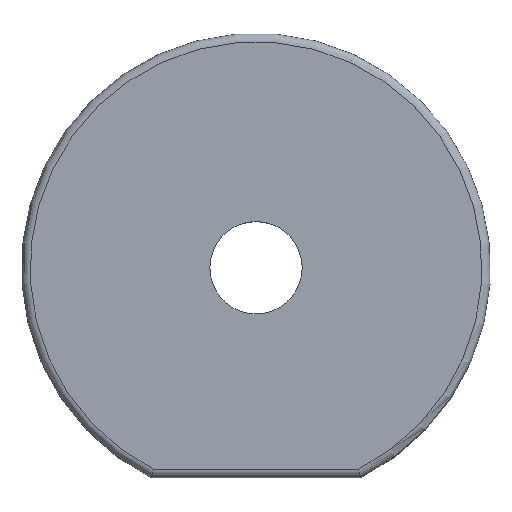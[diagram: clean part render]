
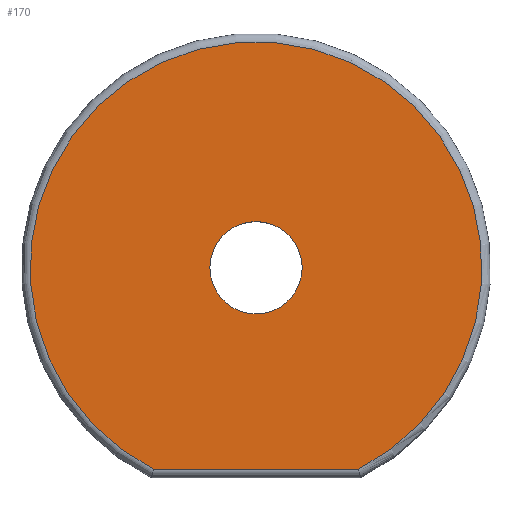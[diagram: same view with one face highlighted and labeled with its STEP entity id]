
A CAD part, top view. The second image highlights one B-rep face of the part: STEP entity #170.
In plain terms, the highlighted planar face has unit normal (0, 0, 1).
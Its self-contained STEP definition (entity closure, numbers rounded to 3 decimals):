
#25=FACE_BOUND('',#67,.T.);
#31=LINE('',#320,#39);
#39=VECTOR('',#244,10.);
#44=PLANE('',#204);
#54=FACE_OUTER_BOUND('',#66,.T.);
#66=EDGE_LOOP('',(#151,#152));
#67=EDGE_LOOP('',(#153));
#77=CIRCLE('',#202,9.175);
#78=CIRCLE('',#205,1.875);
#89=VERTEX_POINT('',#318);
#90=VERTEX_POINT('',#319);
#91=VERTEX_POINT('',#354);
#107=EDGE_CURVE('',#89,#90,#31,.T.);
#111=EDGE_CURVE('',#90,#89,#77,.T.);
#112=EDGE_CURVE('',#91,#91,#78,.T.);
#151=ORIENTED_EDGE('',*,*,#107,.F.);
#152=ORIENTED_EDGE('',*,*,#111,.F.);
#153=ORIENTED_EDGE('',*,*,#112,.T.);
#170=ADVANCED_FACE('',(#54,#25),#44,.T.);
#202=AXIS2_PLACEMENT_3D('',#351,#248,#249);
#204=AXIS2_PLACEMENT_3D('',#353,#252,#253);
#205=AXIS2_PLACEMENT_3D('',#355,#254,#255);
#244=DIRECTION('',(-1.,0.,0.));
#248=DIRECTION('center_axis',(0.,0.,-1.));
#249=DIRECTION('ref_axis',(0.,1.,0.));
#252=DIRECTION('center_axis',(0.,0.,1.));
#253=DIRECTION('ref_axis',(1.,0.,0.));
#254=DIRECTION('center_axis',(0.,0.,-1.));
#255=DIRECTION('ref_axis',(-1.,0.,0.));
#318=CARTESIAN_POINT('',(4.165,-8.175,3.15));
#319=CARTESIAN_POINT('',(-4.165,-8.175,3.15));
#320=CARTESIAN_POINT('',(-2.124,-8.175,3.15));
#351=CARTESIAN_POINT('Origin',(0.,0.,3.15));
#353=CARTESIAN_POINT('Origin',(0.,0.5,
3.15));
#354=CARTESIAN_POINT('',(1.875,0.,3.15));
#355=CARTESIAN_POINT('Origin',(0.,0.,3.15));
